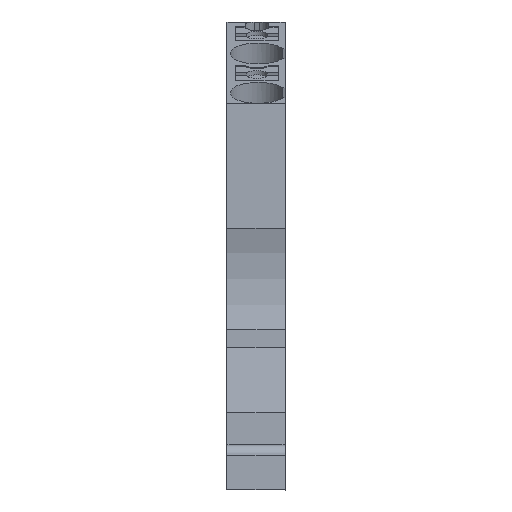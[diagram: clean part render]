
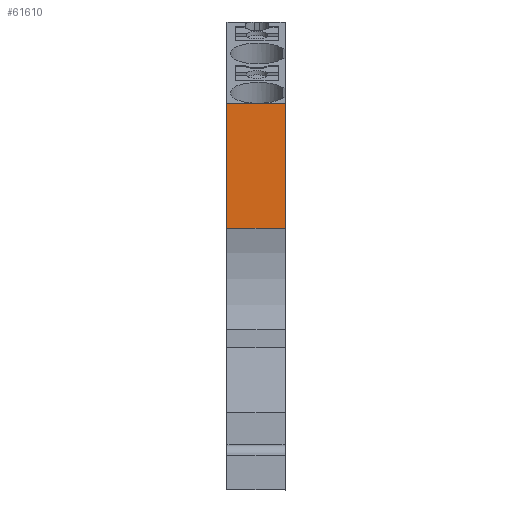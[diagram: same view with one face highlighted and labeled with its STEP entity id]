
A CAD part, front view. The second image highlights one B-rep face of the part: STEP entity #61610.
In plain terms, the highlighted face is planar.
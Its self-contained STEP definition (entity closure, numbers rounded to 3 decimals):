
#10650=CARTESIAN_POINT('',(-42.9,17.2,0.))
;
#10660=VERTEX_POINT('',#10650);
#10690=CARTESIAN_POINT('',(-42.9,0.,0.));
#10700=DIRECTION('',(0.,1.,0.));
#10710=VECTOR('',#10700,1.);
#10720=LINE('',#10690,#10710);
#10730=CARTESIAN_POINT('',(-42.9,28.263,0.))
;
#10740=VERTEX_POINT('',#10730);
#10750=EDGE_CURVE('',#10660,#10740,#10720,.T.);
#16190=CARTESIAN_POINT('',(-42.9,28.263,-5.15));
#16200=VERTEX_POINT('',#16190);
#16230=CARTESIAN_POINT('',(-42.9,0.,-5.15));
#16240=DIRECTION('',(0.,-1.,0.));
#16250=VECTOR('',#16240,1.);
#16260=LINE('',#16230,#16250);
#16270=CARTESIAN_POINT('',(-42.9,17.2,-5.15));
#16280=VERTEX_POINT('',#16270);
#16290=EDGE_CURVE('',#16200,#16280,#16260,.T.);
#43380=CARTESIAN_POINT('',(-42.9,28.263,0.));
#43390=DIRECTION('',(0.,0.,-1.));
#43400=VECTOR('',#43390,1.);
#43410=LINE('',#43380,#43400);
#43420=EDGE_CURVE('',#10740,#16200,#43410,.T.);
#61450=CARTESIAN_POINT('',(-42.9,26.172,0.));
#61460=DIRECTION('',(-1.,0.,0.));
#61470=DIRECTION('',(0.,1.,0.));
#61480=AXIS2_PLACEMENT_3D('',#61450,#61460,#61470);
#61490=PLANE('',#61480);
#61500=ORIENTED_EDGE('',*,*,#43420,.T.);
#61510=ORIENTED_EDGE('',*,*,#10750,.T.);
#61520=CARTESIAN_POINT('',(-42.9,17.2,0.));
#61530=DIRECTION('',(0.,0.,1.));
#61540=VECTOR('',#61530,1.);
#61550=LINE('',#61520,#61540);
#61560=EDGE_CURVE('',#16280,#10660,#61550,.T.);
#61570=ORIENTED_EDGE('',*,*,#61560,.T.);
#61580=ORIENTED_EDGE('',*,*,#16290,.T.);
#61590=EDGE_LOOP('',(#61580,#61570,#61510,#61500));
#61600=FACE_OUTER_BOUND('',#61590,.T.);
#61610=ADVANCED_FACE('',(#61600),#61490,.T.);
